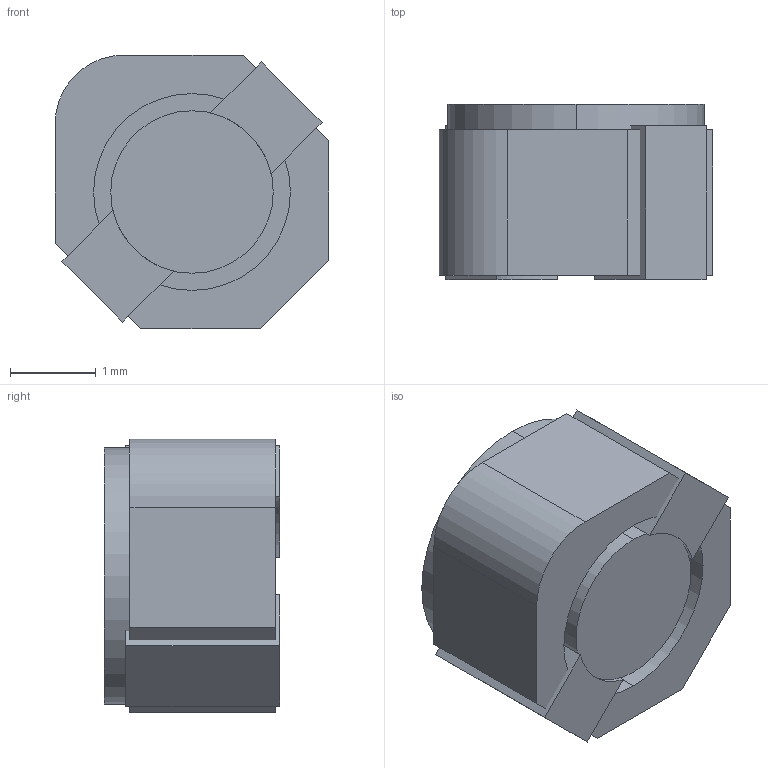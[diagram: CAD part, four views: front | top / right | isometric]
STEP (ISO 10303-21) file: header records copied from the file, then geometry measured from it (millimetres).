
FILE_DESCRIPTION (( 'STEP AP214' ), '1' );
FILE_NAME ('User Library-CDRH2D18-1.STEP', '2016-12-28T07:36:49', ( 'Windows User' ), ( '' ), 'SwSTEP 2.0', 'SolidWorks 2017', '' );
FILE_SCHEMA (( 'AUTOMOTIVE_DESIGN' ));
Length unit declared in the file: millimetre
Products named in the file (1): User Library-CDRH2D18-1
Bounding box: 3.2 x 2.05 x 3.2 mm (x, y, z)
Volume: 19.1 mm3; surface area: 61.8 mm2
Topology: 3 solids, 3 shells, 31 faces, 66 edges, 44 vertices
Faces by surface type: plane 22, cylinder 9
Entity records: 1231 total; most frequent: DIRECTION 148, CARTESIAN_POINT 142, ORIENTED_EDGE 132, EDGE_CURVE 66, AXIS2_PLACEMENT_3D 50, VECTOR 48, LINE 48, VERTEX_POINT 44
